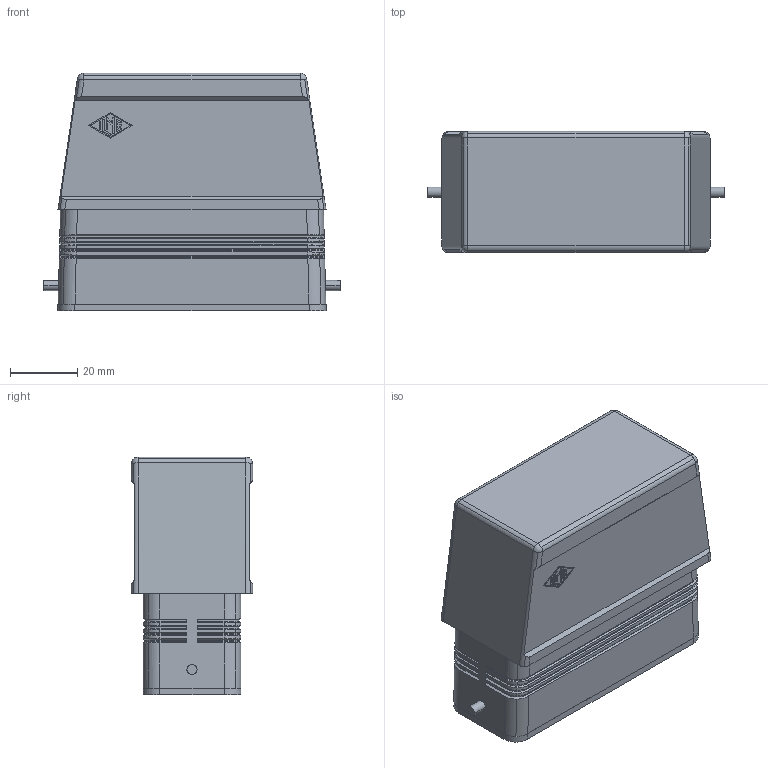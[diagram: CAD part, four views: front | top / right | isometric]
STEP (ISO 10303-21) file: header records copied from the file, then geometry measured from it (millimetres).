
FILE_DESCRIPTION((''),'2;1');
FILE_NAME('CZAC 25 L.stp','2007-01-02T17:42:29',('gembarski'),(''),'Autodesk Inventor 7','Autodesk Inventor 7','');
FILE_SCHEMA(('AUTOMOTIVE_DESIGN { 1 0 10303 214 1 1 1 1 }'));
Length unit declared in the file: millimetre
Products named in the file (1): CZAC 25 L
Bounding box: 88 x 36 x 70.5 mm (x, y, z)
Volume: 67406.5 mm3; surface area: 33349.9 mm2
Topology: 1 solids, 1 shells, 366 faces, 941 edges, 580 vertices
Faces by surface type: plane 134, cylinder 116, bspline 96, cone 16, sphere 4
Entity records: 11664 total; most frequent: CARTESIAN_POINT 3180, ORIENTED_EDGE 1858, DIRECTION 1617, EDGE_CURVE 929, VECTOR 611, LINE 611, VERTEX_POINT 580, AXIS2_PLACEMENT_3D 503
